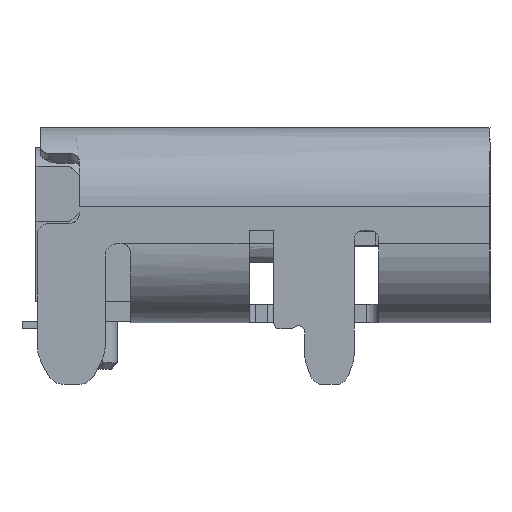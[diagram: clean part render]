
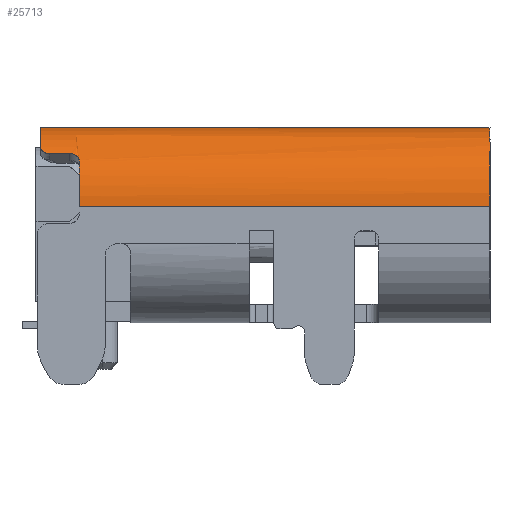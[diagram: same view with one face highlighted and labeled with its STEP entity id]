
A CAD part, left-side view. The second image highlights one B-rep face of the part: STEP entity #25713.
In plain terms, the highlighted face is a revolution surface.
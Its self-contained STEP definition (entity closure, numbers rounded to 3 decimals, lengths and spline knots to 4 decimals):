
#18937 = VERTEX_POINT('',#18938);
#18938 = CARTESIAN_POINT('',(-3.19,3.594,3.26
    ));
#18944 = EDGE_CURVE('',#18945,#18937,#18947,.T.);
#18945 = VERTEX_POINT('',#18946);
#18946 = CARTESIAN_POINT('',(-3.19,-3.681,
    3.26));
#18947 = LINE('',#18948,#18949);
#18948 = CARTESIAN_POINT('',(-3.19,-3.681,
    3.26));
#18949 = VECTOR('',#18950,1.);
#18950 = DIRECTION('',(0.,1.,0.));
#20735 = VERTEX_POINT('',#20736);
#20736 = CARTESIAN_POINT('',(-4.47,-3.681,
    1.98));
#20742 = EDGE_CURVE('',#20743,#20735,#20745,.T.);
#20743 = VERTEX_POINT('',#20744);
#20744 = CARTESIAN_POINT('',(-4.47,2.969,1.98
    ));
#20745 = LINE('',#20746,#20747);
#20746 = CARTESIAN_POINT('',(-4.47,2.969,1.98
    ));
#20747 = VECTOR('',#20748,1.);
#20748 = DIRECTION('',(0.,-1.,0.));
#24052 = EDGE_CURVE('',#18945,#20735,#24053,.T.);
#24053 = CIRCLE('',#24054,1.28);
#24054 = AXIS2_PLACEMENT_3D('',#24055,#24056,#24057);
#24055 = CARTESIAN_POINT('',(-3.19,-3.681,
    1.98));
#24056 = DIRECTION('',(0.,-1.,0.));
#24057 = DIRECTION('',(0.,0.,1.));
#25620 = EDGE_CURVE('',#25621,#18937,#25623,.T.);
#25621 = VERTEX_POINT('',#25622);
#25622 = CARTESIAN_POINT('',(-4.0311,3.594,2.9448)
  );
#25623 = CIRCLE('',#25624,1.28);
#25624 = AXIS2_PLACEMENT_3D('',#25625,#25626,#25627);
#25625 = CARTESIAN_POINT('',(-3.19,3.594,1.98
    ));
#25626 = DIRECTION('',(0.,1.,0.));
#25627 = DIRECTION('',(-0.657,0.,
    0.754));
#25663 = EDGE_CURVE('',#25621,#25664,#25666,.T.);
#25664 = VERTEX_POINT('',#25665);
#25665 = CARTESIAN_POINT('',(-4.1426,3.444,2.835
    ));
#25666 = B_SPLINE_CURVE_WITH_KNOTS('',3,(#25667,#25668,#25669,#25670,
    #25671,#25672,#25673,#25674),.UNSPECIFIED.,.F.,.F.,(4,1,1,1,1,4),(
    0.,0.2,0.4,0.6,0.8,1.),.QUASI_UNIFORM_KNOTS.);
#25667 = CARTESIAN_POINT('',(-4.0311,3.594,2.9448)
  );
#25668 = CARTESIAN_POINT('',(-4.0447,3.594,2.933
    ));
#25669 = CARTESIAN_POINT('',(-4.0695,3.5885,2.9104
    ));
#25670 = CARTESIAN_POINT('',(-4.1009,3.5664,2.8796
    ));
#25671 = CARTESIAN_POINT('',(-4.1248,3.5323,2.8545)
  );
#25672 = CARTESIAN_POINT('',(-4.1393,3.4897,2.8386)
  );
#25673 = CARTESIAN_POINT('',(-4.1426,3.4597,2.835
    ));
#25674 = CARTESIAN_POINT('',(-4.1426,3.444,2.835
    ));
#25713 = ADVANCED_FACE('',(#25714),#25758,.F.);
#25714 = FACE_BOUND('',#25715,.F.);
#25715 = EDGE_LOOP('',(#25716,#25727,#25740,#25746,#25747,#25748,#25749,
    #25750,#25751));
#25716 = ORIENTED_EDGE('',*,*,#25717,.T.);
#25717 = EDGE_CURVE('',#25718,#25720,#25722,.T.);
#25718 = VERTEX_POINT('',#25719);
#25719 = CARTESIAN_POINT('',(-4.3662,2.969,2.485
    ));
#25720 = VERTEX_POINT('',#25721);
#25721 = CARTESIAN_POINT('',(-4.2373,2.969,2.7159
    ));
#25722 = CIRCLE('',#25723,1.28);
#25723 = AXIS2_PLACEMENT_3D('',#25724,#25725,#25726);
#25724 = CARTESIAN_POINT('',(-3.19,2.969,1.98
    ));
#25725 = DIRECTION('',(0.,1.,0.));
#25726 = DIRECTION('',(-0.919,0.,0.395));
#25727 = ORIENTED_EDGE('',*,*,#25728,.T.);
#25728 = EDGE_CURVE('',#25720,#25729,#25731,.T.);
#25729 = VERTEX_POINT('',#25730);
#25730 = CARTESIAN_POINT('',(-4.1426,3.119,2.835
    ));
#25731 = B_SPLINE_CURVE_WITH_KNOTS('',3,(#25732,#25733,#25734,#25735,
    #25736,#25737,#25738,#25739),.UNSPECIFIED.,.F.,.F.,(4,1,1,1,1,4),(
    0.,0.2,0.4,0.6,0.8,1.),.QUASI_UNIFORM_KNOTS.);
#25732 = CARTESIAN_POINT('',(-4.2373,2.969,2.7159
    ));
#25733 = CARTESIAN_POINT('',(-4.2283,2.969,2.7287)
  );
#25734 = CARTESIAN_POINT('',(-4.2097,2.9738,2.7541
    ));
#25735 = CARTESIAN_POINT('',(-4.1828,2.9956,2.7883
    ));
#25736 = CARTESIAN_POINT('',(-4.1604,3.0297,2.8148
    ));
#25737 = CARTESIAN_POINT('',(-4.1458,3.0728,2.8314
    ));
#25738 = CARTESIAN_POINT('',(-4.1426,3.1037,2.835
    ));
#25739 = CARTESIAN_POINT('',(-4.1426,3.119,2.835
    ));
#25740 = ORIENTED_EDGE('',*,*,#25741,.F.);
#25741 = EDGE_CURVE('',#25664,#25729,#25742,.T.);
#25742 = LINE('',#25743,#25744);
#25743 = CARTESIAN_POINT('',(-4.1426,3.444,2.835
    ));
#25744 = VECTOR('',#25745,1.);
#25745 = DIRECTION('',(0.,-1.,0.));
#25746 = ORIENTED_EDGE('',*,*,#25663,.F.);
#25747 = ORIENTED_EDGE('',*,*,#25620,.T.);
#25748 = ORIENTED_EDGE('',*,*,#18944,.F.);
#25749 = ORIENTED_EDGE('',*,*,#24052,.T.);
#25750 = ORIENTED_EDGE('',*,*,#20742,.F.);
#25751 = ORIENTED_EDGE('',*,*,#25752,.T.);
#25752 = EDGE_CURVE('',#20743,#25718,#25753,.T.);
#25753 = CIRCLE('',#25754,1.28);
#25754 = AXIS2_PLACEMENT_3D('',#25755,#25756,#25757);
#25755 = CARTESIAN_POINT('',(-3.19,2.969,1.98
    ));
#25756 = DIRECTION('',(0.,1.,0.));
#25757 = DIRECTION('',(-1.,0.,0.));
#25758 = SURFACE_OF_REVOLUTION('',#25759,#25763);
#25759 = LINE('',#25760,#25761);
#25760 = CARTESIAN_POINT('',(-4.4694,3.7395,
    1.9398));
#25761 = VECTOR('',#25762,1.);
#25762 = DIRECTION('',(0.,-1.,0.));
#25763 = AXIS1_PLACEMENT('',#25764,#25765);
#25764 = CARTESIAN_POINT('',(-3.19,1.119,1.98
    ));
#25765 = DIRECTION('',(0.,1.,0.));
